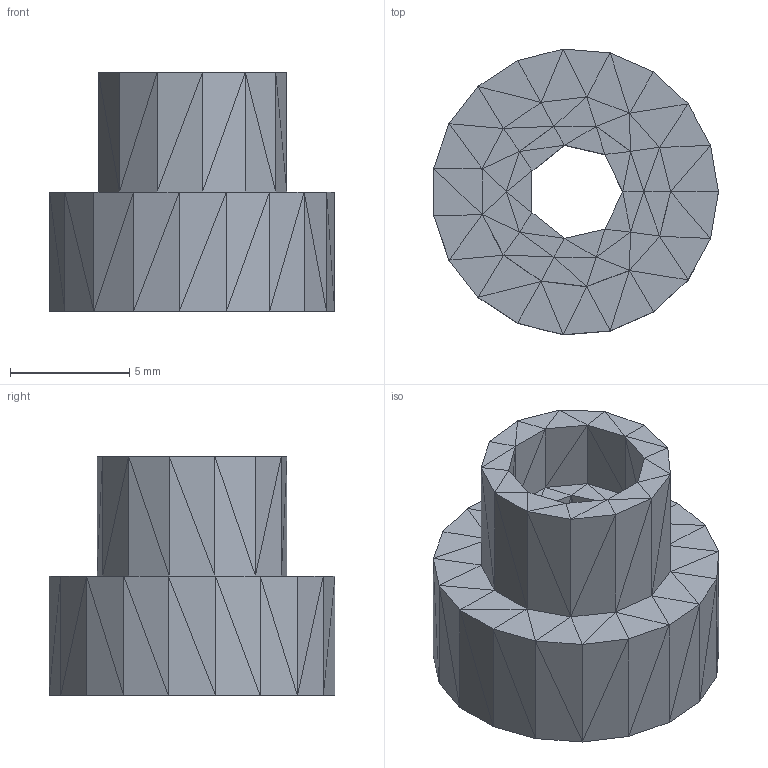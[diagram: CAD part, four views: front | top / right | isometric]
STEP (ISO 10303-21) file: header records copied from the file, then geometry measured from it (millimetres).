
FILE_DESCRIPTION(('FreeCAD Model'),'2;1');
FILE_NAME('thumb_screw.step','2017-09-16T13:20:04',( 'Author'),(''),'Open CASCADE STEP processor 6.8','FreeCAD','Unknown' );
FILE_SCHEMA(('AUTOMOTIVE_DESIGN_CC2 { 1 2 10303 214 -1 1 5 4 }'));
Length unit declared in the file: millimetre
Products named in the file (1): thumb_screw001_(Solid)
Bounding box: 11.92 x 11.96 x 10 mm (x, y, z)
Volume: 647.4 mm3; surface area: 650.6 mm2
Topology: 1 solids, 1 shells, 196 faces, 294 edges, 98 vertices
Faces by surface type: plane 196
Entity records: 7379 total; most frequent: CARTESIAN_POINT 1471, DIRECTION 982, ORIENTED_EDGE 588, LINE 588, VECTOR 588, PCURVE 588, DEFINITIONAL_REPRESENTATION 588, EDGE_CURVE 294
